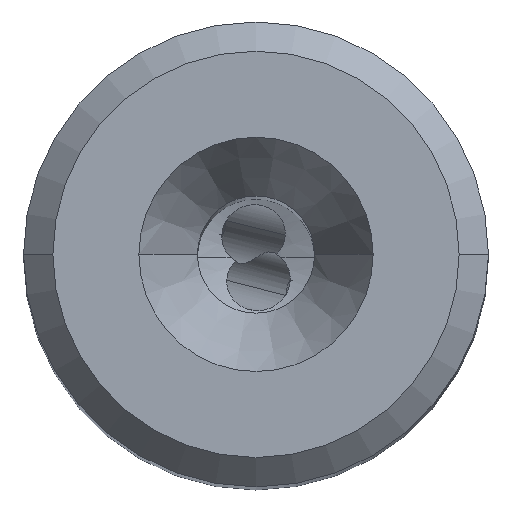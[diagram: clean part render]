
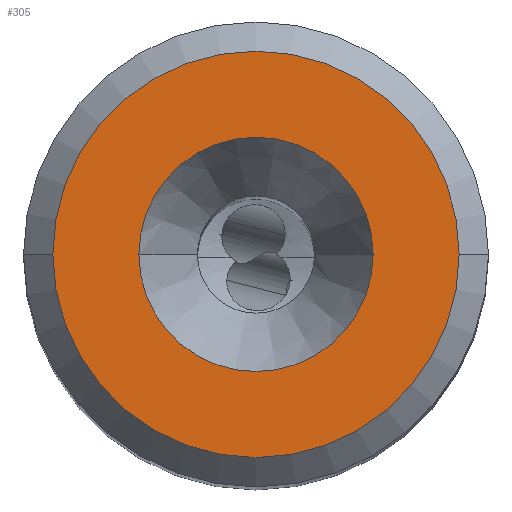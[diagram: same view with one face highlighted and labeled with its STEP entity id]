
A CAD part, top view. The second image highlights one B-rep face of the part: STEP entity #305.
In plain terms, the highlighted planar face has unit normal (0, 0, 1).
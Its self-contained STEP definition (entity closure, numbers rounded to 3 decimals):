
#73=FACE_BOUND('',#726,.T.);
#74=FACE_BOUND('',#727,.T.);
#305=ADVANCED_FACE('',(#73,#74),#434,.T.);
#434=PLANE('',#4067);
#726=EDGE_LOOP('',(#1919,#1920));
#727=EDGE_LOOP('',(#1921,#1922));
#1218=CIRCLE('',#4059,6.938);
#1219=CIRCLE('',#4061,6.938);
#1221=CIRCLE('',#4065,4.);
#1222=CIRCLE('',#4066,4.);
#1919=ORIENTED_EDGE('',*,*,#3212,.F.);
#1920=ORIENTED_EDGE('',*,*,#3210,.F.);
#1921=ORIENTED_EDGE('',*,*,#3214,.F.);
#1922=ORIENTED_EDGE('',*,*,#3215,.F.);
#2727=VERTEX_POINT('',#8177);
#2728=VERTEX_POINT('',#8179);
#2729=VERTEX_POINT('',#8187);
#2730=VERTEX_POINT('',#8188);
#3210=EDGE_CURVE('',#2727,#2728,#1218,.T.);
#3212=EDGE_CURVE('',#2728,#2727,#1219,.T.);
#3214=EDGE_CURVE('',#2729,#2730,#1221,.T.);
#3215=EDGE_CURVE('',#2730,#2729,#1222,.T.);
#4059=AXIS2_PLACEMENT_3D('',#8178,#4746,#4747);
#4061=AXIS2_PLACEMENT_3D('',#8182,#4751,#4752);
#4065=AXIS2_PLACEMENT_3D('',#8186,#4759,#4760);
#4066=AXIS2_PLACEMENT_3D('',#8189,#4761,#4762);
#4067=AXIS2_PLACEMENT_3D('',#8190,#4763,#4764);
#4746=DIRECTION('',(0.,0.,-1.));
#4747=DIRECTION('',(1.,0.,0.));
#4751=DIRECTION('',(0.,0.,-1.));
#4752=DIRECTION('',(-1.,0.,0.));
#4759=DIRECTION('',(0.,0.,1.));
#4760=DIRECTION('',(-1.,0.,0.));
#4761=DIRECTION('',(0.,0.,1.));
#4762=DIRECTION('',(1.,0.,0.));
#4763=DIRECTION('',(0.,0.,1.));
#4764=DIRECTION('',(1.,0.,0.));
#8177=CARTESIAN_POINT('',(6.938,0.,0.));
#8178=CARTESIAN_POINT('',(0.,0.,0.));
#8179=CARTESIAN_POINT('',(-6.938,0.,0.));
#8182=CARTESIAN_POINT('',(0.,0.,0.));
#8186=CARTESIAN_POINT('',(0.,0.,0.));
#8187=CARTESIAN_POINT('',(-4.,0.,0.));
#8188=CARTESIAN_POINT('',(4.,0.,0.));
#8189=CARTESIAN_POINT('',(0.,0.,0.));
#8190=CARTESIAN_POINT('',(0.,0.,0.));
